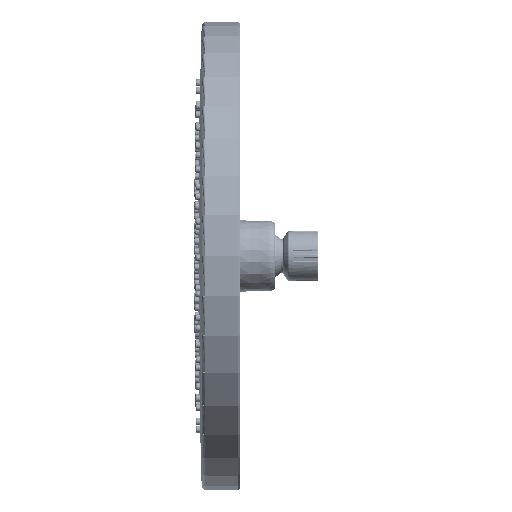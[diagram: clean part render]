
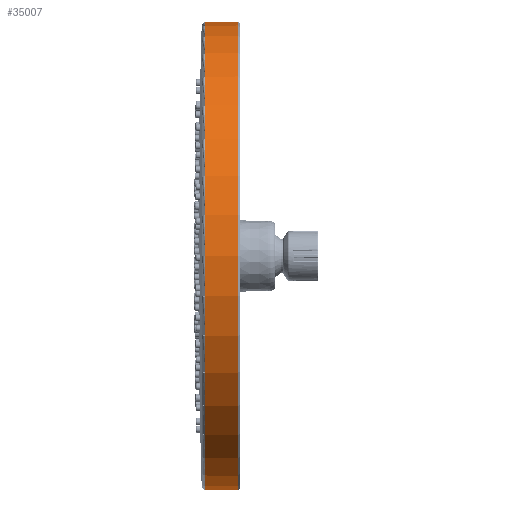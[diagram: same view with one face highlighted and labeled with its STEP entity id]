
A CAD part, top view. The second image highlights one B-rep face of the part: STEP entity #35007.
In plain terms, the highlighted conical face has half-angle 0.5 degrees and reference radius 122.815 mm.
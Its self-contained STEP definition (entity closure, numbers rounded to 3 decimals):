
#13092=DIRECTION('',(1.,-0.009,0.));
#13093=VECTOR('',#13092,16.975);
#13094=CARTESIAN_POINT('',(-18.183,-122.741,
0.));
#13095=LINE('',#13094,#13093);
#13096=CARTESIAN_POINT('',(-1.208,0.,0.));
#13097=DIRECTION('',(-1.,0.,0.));
#13098=DIRECTION('',(0.,-1.,0.));
#13099=AXIS2_PLACEMENT_3D('',#13096,#13097,#13098);
#13101=CARTESIAN_POINT('',(-18.183,0.,0.));
#13102=DIRECTION('',(-1.,0.,0.));
#13103=DIRECTION('',(0.,-1.,0.));
#13104=AXIS2_PLACEMENT_3D('',#13101,#13102,#13103);
#13106=DIRECTION('',(1.,0.009,0.));
#13107=VECTOR('',#13106,16.975);
#13108=CARTESIAN_POINT('',(-18.183,122.741,
0.));
#13109=LINE('',#13108,#13107);
#18905=CARTESIAN_POINT('',(-18.183,-122.741,
0.));
#18906=VERTEX_POINT('',#18905);
#18907=CARTESIAN_POINT('',(-18.183,122.741,
0.));
#18908=VERTEX_POINT('',#18907);
#20088=CARTESIAN_POINT('',(-1.208,122.889,
0.));
#20089=CARTESIAN_POINT('',(-1.208,-122.889,
0.));
#20090=VERTEX_POINT('',#20088);
#20091=VERTEX_POINT('',#20089);
#34995=CARTESIAN_POINT('',(-9.696,0.,0.));
#34996=DIRECTION('',(1.,0.,0.));
#34997=DIRECTION('',(0.,1.,0.));
#34998=AXIS2_PLACEMENT_3D('',#34995,#34996,#34997);
#34999=CONICAL_SURFACE('',#34998,122.815,0.5);
#35001=ORIENTED_EDGE('',*,*,#35000,.F.);
#35002=ORIENTED_EDGE('',*,*,#34990,.F.);
#35003=ORIENTED_EDGE('',*,*,#20633,.T.);
#35004=ORIENTED_EDGE('',*,*,#34987,.T.);
#35005=EDGE_LOOP('',(#35001,#35002,#35003,#35004));
#35006=FACE_OUTER_BOUND('',#35005,.F.);
#35007=ADVANCED_FACE('',(#35006),#34999,.T.);
#13100=CIRCLE('',#13099,122.889);
#13105=CIRCLE('',#13104,122.741);
#20633=EDGE_CURVE('',#18906,#18908,#13105,.T.);
#34987=EDGE_CURVE('',#18908,#20090,#13109,.T.);
#34990=EDGE_CURVE('',#18906,#20091,#13095,.T.);
#35000=EDGE_CURVE('',#20091,#20090,#13100,.T.);
